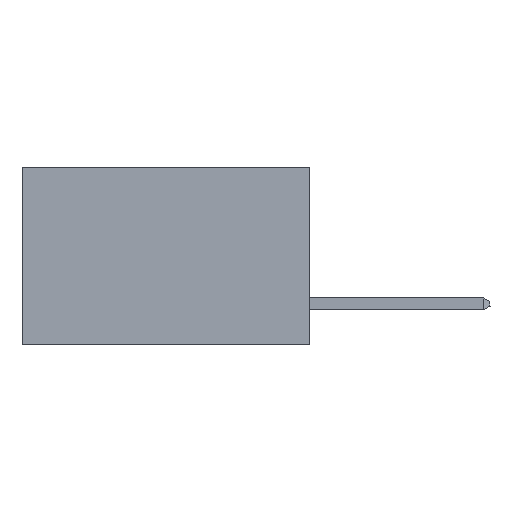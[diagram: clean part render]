
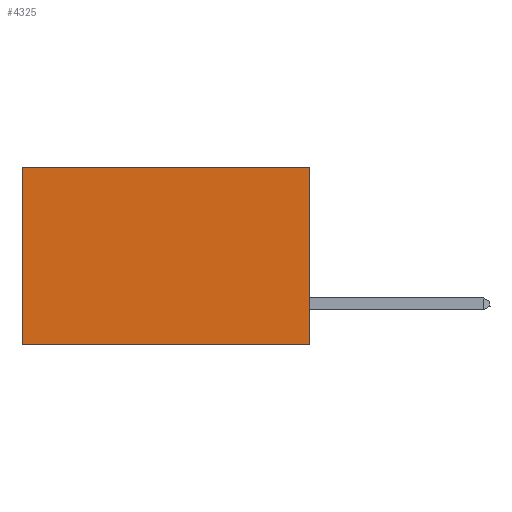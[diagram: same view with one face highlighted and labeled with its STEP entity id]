
A CAD part, left-side view. The second image highlights one B-rep face of the part: STEP entity #4325.
In plain terms, the highlighted planar face has unit normal (-1, 0, 0).
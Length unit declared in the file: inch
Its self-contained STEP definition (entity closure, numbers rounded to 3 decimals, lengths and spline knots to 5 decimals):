
#542 = VECTOR ( 'NONE', #11387, 39.37008 ) ;
#1044 = AXIS2_PLACEMENT_3D ( 'NONE', #6326, #6746, #16169 ) ;
#1343 = DIRECTION ( 'NONE',  ( 0., 0., -1. ) ) ;
#1536 = CARTESIAN_POINT ( 'NONE',  ( 0.2875, 0., -0.37 ) ) ;
#1767 = CARTESIAN_POINT ( 'NONE',  ( 0.2875, 0., -0.37 ) ) ;
#2157 = LINE ( 'NONE', #12850, #5223 ) ;
#2684 = CARTESIAN_POINT ( 'NONE',  ( 0.2875, 0., 0. ) ) ;
#3372 = FACE_OUTER_BOUND ( 'NONE', #12711, .T. ) ;
#3408 = ORIENTED_EDGE ( 'NONE', *, *, #5117, .F. ) ;
#3929 = ORIENTED_EDGE ( 'NONE', *, *, #8653, .T. ) ;
#4325 = ADVANCED_FACE ( 'NONE', ( #3372 ), #12156, .F. ) ;
#4568 = CARTESIAN_POINT ( 'NONE',  ( 0.2875, 0., 0. ) ) ;
#5117 = EDGE_CURVE ( 'NONE', #11191, #14845, #5937, .T. ) ;
#5223 = VECTOR ( 'NONE', #9139, 39.37008 ) ;
#5225 = DIRECTION ( 'NONE',  ( 0., 1., 0. ) ) ;
#5264 = CARTESIAN_POINT ( 'NONE',  ( 0.2875, 0.6, 0. ) ) ;
#5426 = EDGE_CURVE ( 'NONE', #16393, #9671, #14166, .T. ) ;
#5546 = VECTOR ( 'NONE', #5225, 39.37008 ) ;
#5937 = LINE ( 'NONE', #1767, #5546 ) ;
#6326 = CARTESIAN_POINT ( 'NONE',  ( 0.2875, 0., 0. ) ) ;
#6746 = DIRECTION ( 'NONE',  ( 1., 0., 0. ) ) ;
#8653 = EDGE_CURVE ( 'NONE', #9671, #14845, #2157, .T. ) ;
#9139 = DIRECTION ( 'NONE',  ( 0., 0., -1. ) ) ;
#9235 = ORIENTED_EDGE ( 'NONE', *, *, #5426, .T. ) ;
#9671 = VERTEX_POINT ( 'NONE', #5264 ) ;
#10336 = VECTOR ( 'NONE', #1343, 39.37008 ) ;
#11191 = VERTEX_POINT ( 'NONE', #1536 ) ;
#11387 = DIRECTION ( 'NONE',  ( 0., 1., 0. ) ) ;
#11770 = CARTESIAN_POINT ( 'NONE',  ( 0.2875, 0., 0. ) ) ;
#12156 = PLANE ( 'NONE',  #1044 ) ;
#12711 = EDGE_LOOP ( 'NONE', ( #3929, #3408, #15017, #9235 ) ) ;
#12850 = CARTESIAN_POINT ( 'NONE',  ( 0.2875, 0.6, 0. ) ) ;
#12980 = EDGE_CURVE ( 'NONE', #16393, #11191, #13684, .T. ) ;
#13684 = LINE ( 'NONE', #2684, #10336 ) ;
#14166 = LINE ( 'NONE', #11770, #542 ) ;
#14845 = VERTEX_POINT ( 'NONE', #15594 ) ;
#15017 = ORIENTED_EDGE ( 'NONE', *, *, #12980, .F. ) ;
#15594 = CARTESIAN_POINT ( 'NONE',  ( 0.2875, 0.6, -0.37 ) ) ;
#16169 = DIRECTION ( 'NONE',  ( 0., 0., -1. ) ) ;
#16393 = VERTEX_POINT ( 'NONE', #4568 ) ;
